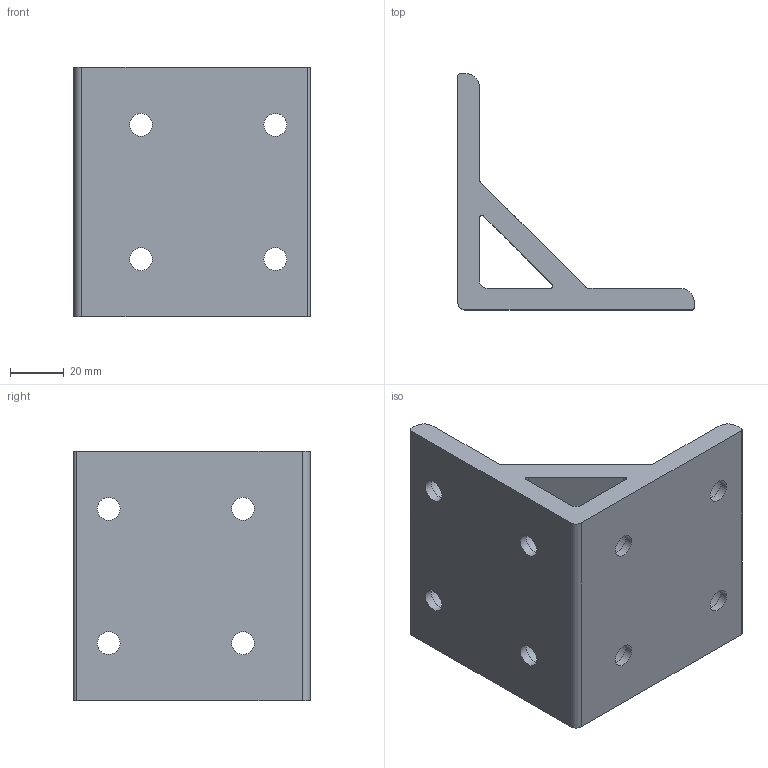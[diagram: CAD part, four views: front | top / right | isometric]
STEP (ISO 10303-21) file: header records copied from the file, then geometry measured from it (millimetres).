
FILE_DESCRIPTION (( 'STEP AP214' ), '1' );
FILE_NAME ('084.305.043.STEP', '2015-12-10T08:47:46', ( '' ), ( '' ), 'SwSTEP 2.0', 'SolidWorks 2012', '' );
FILE_SCHEMA (( 'AUTOMOTIVE_DESIGN' ));
Length unit declared in the file: millimetre
Products named in the file (1): 084.305.043
Bounding box: 88 x 88 x 93 mm (x, y, z)
Volume: 149150.3 mm3; surface area: 43206.6 mm2
Topology: 1 solids, 1 shells, 54 faces, 128 edges, 84 vertices
Faces by surface type: cylinder 34, plane 20
Full cylindrical faces by diameter (mm): 8.5 x8, 13.5 x8
Entity records: 1594 total; most frequent: CARTESIAN_POINT 335, DIRECTION 254, ORIENTED_EDGE 224, EDGE_CURVE 112, AXIS2_PLACEMENT_3D 107, EDGE_LOOP 100, VERTEX_POINT 84, FACE_OUTER_BOUND 70
